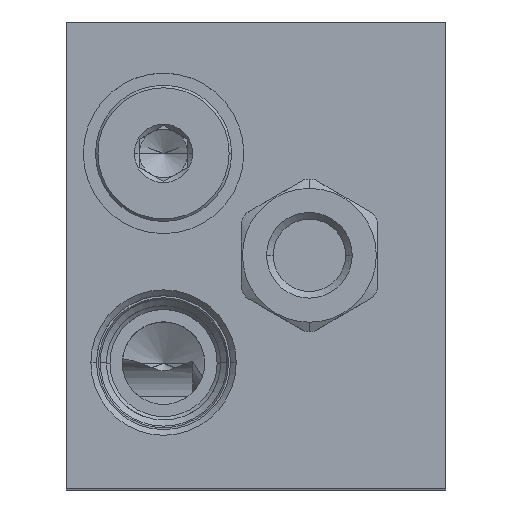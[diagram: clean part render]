
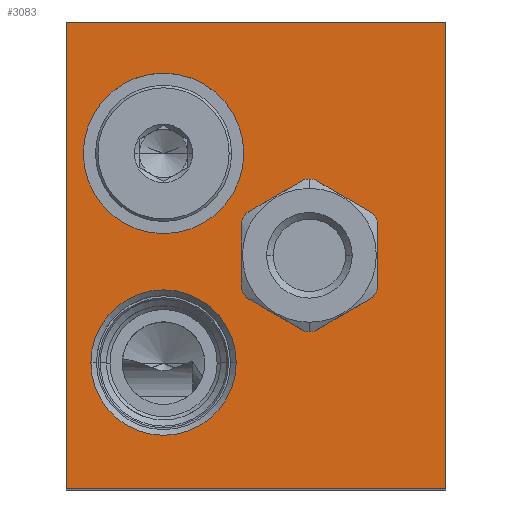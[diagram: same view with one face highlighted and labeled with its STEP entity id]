
A CAD part, top view. The second image highlights one B-rep face of the part: STEP entity #3083.
In plain terms, the highlighted planar face has unit normal (0, 0, 1).
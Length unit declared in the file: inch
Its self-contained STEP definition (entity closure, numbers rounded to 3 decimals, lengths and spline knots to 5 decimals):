
#153=DIRECTION('',(0.,-1.,0.));
#154=VECTOR('',#153,3.);
#155=CARTESIAN_POINT('',(0.,0.,3.75));
#156=LINE('',#155,#154);
#157=DIRECTION('',(-1.,0.,0.));
#158=VECTOR('',#157,2.438);
#159=CARTESIAN_POINT('',(2.438,0.,3.75));
#160=LINE('',#159,#158);
#161=DIRECTION('',(0.,1.,0.));
#162=VECTOR('',#161,3.);
#163=CARTESIAN_POINT('',(2.438,-3.,3.75));
#164=LINE('',#163,#162);
#165=DIRECTION('',(1.,0.,0.));
#166=VECTOR('',#165,2.438);
#167=CARTESIAN_POINT('',(0.,-3.,3.75));
#168=LINE('',#167,#166);
#169=CARTESIAN_POINT('',(1.562,-1.5,3.75));
#170=DIRECTION('',(0.,0.,-1.));
#171=DIRECTION('',(-1.,0.,0.));
#172=AXIS2_PLACEMENT_3D('',#169,#170,#171);
#174=CARTESIAN_POINT('',(1.562,-1.5,3.75));
#175=DIRECTION('',(0.,0.,-1.));
#176=DIRECTION('',(1.,0.,0.));
#177=AXIS2_PLACEMENT_3D('',#174,#175,#176);
#179=CARTESIAN_POINT('',(0.625,-2.188,3.75));
#180=DIRECTION('',(0.,0.,-1.));
#181=DIRECTION('',(-1.,0.,0.));
#182=AXIS2_PLACEMENT_3D('',#179,#180,#181);
#184=CARTESIAN_POINT('',(0.625,-2.188,3.75));
#185=DIRECTION('',(0.,0.,-1.));
#186=DIRECTION('',(1.,0.,0.));
#187=AXIS2_PLACEMENT_3D('',#184,#185,#186);
#189=CARTESIAN_POINT('',(0.625,-0.844,3.75));
#190=DIRECTION('',(0.,0.,-1.));
#191=DIRECTION('',(-1.,0.,0.));
#192=AXIS2_PLACEMENT_3D('',#189,#190,#191);
#194=CARTESIAN_POINT('',(0.625,-0.844,3.75));
#195=DIRECTION('',(0.,0.,-1.));
#196=DIRECTION('',(1.,0.,0.));
#197=AXIS2_PLACEMENT_3D('',#194,#195,#196);
#2569=CARTESIAN_POINT('',(0.,0.,3.75));
#2570=CARTESIAN_POINT('',(0.,-3.,3.75));
#2571=VERTEX_POINT('',#2569);
#2572=VERTEX_POINT('',#2570);
#2573=CARTESIAN_POINT('',(2.438,-3.,3.75));
#2574=VERTEX_POINT('',#2573);
#2575=CARTESIAN_POINT('',(2.438,0.,3.75));
#2576=VERTEX_POINT('',#2575);
#2613=CARTESIAN_POINT('',(1.9925,-1.5,3.75));
#2614=VERTEX_POINT('',#2613);
#2619=CARTESIAN_POINT('',(1.1315,-1.5,3.75));
#2620=VERTEX_POINT('',#2619);
#2669=CARTESIAN_POINT('',(1.092,-2.188,3.75));
#2670=VERTEX_POINT('',#2669);
#2679=CARTESIAN_POINT('',(0.158,-2.188,3.75));
#2680=VERTEX_POINT('',#2679);
#2709=CARTESIAN_POINT('',(0.1095,-0.844,3.75));
#2710=CARTESIAN_POINT('',(1.1405,-0.844,3.75));
#2711=VERTEX_POINT('',#2709);
#2712=VERTEX_POINT('',#2710);
#3054=CARTESIAN_POINT('',(0.,0.,3.75));
#3055=DIRECTION('',(0.,0.,1.));
#3056=DIRECTION('',(1.,0.,0.));
#3057=AXIS2_PLACEMENT_3D('',#3054,#3055,#3056);
#3058=PLANE('',#3057);
#3059=ORIENTED_EDGE('',*,*,#2934,.F.);
#3060=ORIENTED_EDGE('',*,*,#2985,.F.);
#3061=ORIENTED_EDGE('',*,*,#2999,.F.);
#3062=ORIENTED_EDGE('',*,*,#3048,.F.);
#3063=EDGE_LOOP('',(#3059,#3060,#3061,#3062));
#3064=FACE_OUTER_BOUND('',#3063,.F.);
#3066=ORIENTED_EDGE('',*,*,#3065,.F.);
#3068=ORIENTED_EDGE('',*,*,#3067,.F.);
#3069=EDGE_LOOP('',(#3066,#3068));
#3070=FACE_BOUND('',#3069,.F.);
#3072=ORIENTED_EDGE('',*,*,#3071,.F.);
#3074=ORIENTED_EDGE('',*,*,#3073,.F.);
#3075=EDGE_LOOP('',(#3072,#3074));
#3076=FACE_BOUND('',#3075,.F.);
#3078=ORIENTED_EDGE('',*,*,#3077,.F.);
#3080=ORIENTED_EDGE('',*,*,#3079,.F.);
#3081=EDGE_LOOP('',(#3078,#3080));
#3082=FACE_BOUND('',#3081,.F.);
#3083=ADVANCED_FACE('',(#3064,#3070,#3076,#3082),#3058,.T.);
#173=CIRCLE('',#172,0.4305);
#178=CIRCLE('',#177,0.4305);
#183=CIRCLE('',#182,0.467);
#188=CIRCLE('',#187,0.467);
#193=CIRCLE('',#192,0.5155);
#198=CIRCLE('',#197,0.5155);
#2934=EDGE_CURVE('',#2571,#2572,#156,.T.);
#2985=EDGE_CURVE('',#2576,#2571,#160,.T.);
#2999=EDGE_CURVE('',#2574,#2576,#164,.T.);
#3048=EDGE_CURVE('',#2572,#2574,#168,.T.);
#3065=EDGE_CURVE('',#2620,#2614,#173,.T.);
#3067=EDGE_CURVE('',#2614,#2620,#178,.T.);
#3071=EDGE_CURVE('',#2680,#2670,#183,.T.);
#3073=EDGE_CURVE('',#2670,#2680,#188,.T.);
#3077=EDGE_CURVE('',#2711,#2712,#193,.T.);
#3079=EDGE_CURVE('',#2712,#2711,#198,.T.);
